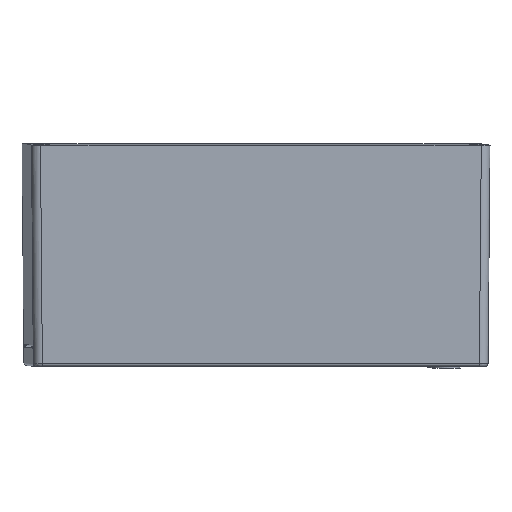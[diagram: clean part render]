
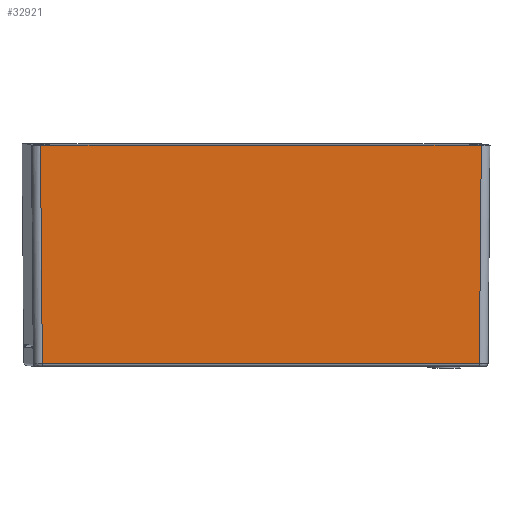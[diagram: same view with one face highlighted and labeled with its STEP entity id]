
A CAD part, front view. The second image highlights one B-rep face of the part: STEP entity #32921.
In plain terms, the highlighted face is planar.
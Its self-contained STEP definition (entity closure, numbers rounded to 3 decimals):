
#8733=DIRECTION('',(1.,0.,0.));
#8734=VECTOR('',#8733,493.689);
#8735=CARTESIAN_POINT('',(-246.845,-324.344,
2.974));
#8736=LINE('',#8735,#8734);
#8741=DIRECTION('',(-1.,0.,0.));
#8742=VECTOR('',#8741,5.417);
#8743=CARTESIAN_POINT('',(196.709,-326.5,250.));
#8744=LINE('',#8743,#8742);
#8745=DIRECTION('',(1.,0.,0.));
#8746=VECTOR('',#8745,52.117);
#8747=CARTESIAN_POINT('',(196.884,-326.5,249.995));
#8748=LINE('',#8747,#8746);
#8749=DIRECTION('',(-0.009,0.009,-1.));
#8750=VECTOR('',#8749,247.04);
#8751=CARTESIAN_POINT('',(249.,-326.5,249.995));
#8752=LINE('',#8751,#8750);
#8753=DIRECTION('',(0.009,0.009,-1.));
#8754=VECTOR('',#8753,247.04);
#8755=CARTESIAN_POINT('',(-249.,-326.5,
249.995));
#8756=LINE('',#8755,#8754);
#8757=DIRECTION('',(-1.,0.,0.));
#8758=VECTOR('',#8757,52.117);
#8759=CARTESIAN_POINT('',(-196.884,-326.5,
249.995));
#8760=LINE('',#8759,#8758);
#8761=DIRECTION('',(1.,0.,0.));
#8762=VECTOR('',#8761,5.417);
#8763=CARTESIAN_POINT('',(-196.709,-326.5,250.));
#8764=LINE('',#8763,#8762);
#8769=DIRECTION('',(-1.,0.,0.));
#8770=VECTOR('',#8769,382.233);
#8771=CARTESIAN_POINT('',(191.116,-326.5,249.995));
#8772=LINE('',#8771,#8770);
#10070=CARTESIAN_POINT('',(246.845,-324.344,
2.974));
#10108=CARTESIAN_POINT('',(196.884,-326.5,
249.995));
#10109=CARTESIAN_POINT('',(196.871,-326.5,
249.995));
#10110=CARTESIAN_POINT('',(196.844,-326.5,
249.996));
#10111=CARTESIAN_POINT('',(196.805,-326.5,
249.997));
#10112=CARTESIAN_POINT('',(196.76,-326.5,
249.999));
#10113=CARTESIAN_POINT('',(196.726,-326.5,
250.));
#10114=CARTESIAN_POINT('',(196.709,-326.5,250.));
#10885=CARTESIAN_POINT('',(-246.845,-324.344,
2.974));
#11312=CARTESIAN_POINT('',(-196.884,-326.5,
249.995));
#11313=CARTESIAN_POINT('',(-196.871,-326.5,
249.995));
#11314=CARTESIAN_POINT('',(-196.844,-326.5,
249.996));
#11315=CARTESIAN_POINT('',(-196.805,-326.5,
249.997));
#11316=CARTESIAN_POINT('',(-196.76,-326.5,
249.999));
#11317=CARTESIAN_POINT('',(-196.726,-326.5,
250.));
#11318=CARTESIAN_POINT('',(-196.709,-326.5,250.));
#11378=CARTESIAN_POINT('',(191.291,-326.5,250.));
#11379=CARTESIAN_POINT('',(191.274,-326.5,
250.));
#11380=CARTESIAN_POINT('',(191.24,-326.5,
249.999));
#11381=CARTESIAN_POINT('',(191.195,-326.5,
249.997));
#11382=CARTESIAN_POINT('',(191.155,-326.5,
249.996));
#11383=CARTESIAN_POINT('',(191.129,-326.5,
249.995));
#11384=CARTESIAN_POINT('',(191.116,-326.5,
249.995));
#11405=CARTESIAN_POINT('',(-191.291,-326.5,250.));
#11406=CARTESIAN_POINT('',(-191.274,-326.5,
250.));
#11407=CARTESIAN_POINT('',(-191.24,-326.5,
249.999));
#11408=CARTESIAN_POINT('',(-191.195,-326.5,
249.997));
#11409=CARTESIAN_POINT('',(-191.155,-326.5,
249.996));
#11410=CARTESIAN_POINT('',(-191.129,-326.5,
249.995));
#11411=CARTESIAN_POINT('',(-191.116,-326.5,
249.995));
#28412=VERTEX_POINT('',#10885);
#28413=CARTESIAN_POINT('',(-249.,-326.5,
249.995));
#28414=VERTEX_POINT('',#28413);
#28457=CARTESIAN_POINT('',(-196.884,-326.5,
249.995));
#28458=VERTEX_POINT('',#28457);
#28663=CARTESIAN_POINT('',(-196.709,-326.5,250.));
#28664=CARTESIAN_POINT('',(-191.291,-326.5,250.));
#28665=VERTEX_POINT('',#28663);
#28666=VERTEX_POINT('',#28664);
#28669=VERTEX_POINT('',#11411);
#30104=VERTEX_POINT('',#10070);
#30105=CARTESIAN_POINT('',(249.,-326.5,
249.995));
#30106=VERTEX_POINT('',#30105);
#30149=CARTESIAN_POINT('',(196.884,-326.5,
249.995));
#30150=VERTEX_POINT('',#30149);
#30355=CARTESIAN_POINT('',(196.709,-326.5,250.));
#30356=CARTESIAN_POINT('',(191.291,-326.5,250.));
#30357=VERTEX_POINT('',#30355);
#30358=VERTEX_POINT('',#30356);
#30361=VERTEX_POINT('',#11384);
#32891=CARTESIAN_POINT('',(129.5,-326.5,250.));
#32892=DIRECTION('',(0.,1.,0.009));
#32893=DIRECTION('',(-1.,0.,0.));
#32894=AXIS2_PLACEMENT_3D('',#32891,#32892,#32893);
#32895=PLANE('',#32894);
#32897=ORIENTED_EDGE('',*,*,#32896,.F.);
#32899=ORIENTED_EDGE('',*,*,#32898,.F.);
#32901=ORIENTED_EDGE('',*,*,#32900,.F.);
#32903=ORIENTED_EDGE('',*,*,#32902,.F.);
#32905=ORIENTED_EDGE('',*,*,#32904,.T.);
#32907=ORIENTED_EDGE('',*,*,#32906,.T.);
#32908=ORIENTED_EDGE('',*,*,#32881,.F.);
#32910=ORIENTED_EDGE('',*,*,#32909,.F.);
#32912=ORIENTED_EDGE('',*,*,#32911,.F.);
#32914=ORIENTED_EDGE('',*,*,#32913,.T.);
#32916=ORIENTED_EDGE('',*,*,#32915,.T.);
#32918=ORIENTED_EDGE('',*,*,#32917,.T.);
#32919=EDGE_LOOP('',(#32897,#32899,#32901,#32903,#32905,#32907,#32908,#32910,
#32912,#32914,#32916,#32918));
#32920=FACE_OUTER_BOUND('',#32919,.F.);
#32921=ADVANCED_FACE('',(#32920),#32895,.F.);
#10115=B_SPLINE_CURVE_WITH_KNOTS('',3,(#10108,#10109,#10110,#10111,#10112,
#10113,#10114),.UNSPECIFIED.,.F.,.F.,(4,1,1,1,4),(0.,0.25,0.5,0.75,
1.),.UNSPECIFIED.);
#11319=B_SPLINE_CURVE_WITH_KNOTS('',3,(#11312,#11313,#11314,#11315,#11316,
#11317,#11318),.UNSPECIFIED.,.F.,.F.,(4,1,1,1,4),(0.,0.25,0.5,0.75,
1.),.UNSPECIFIED.);
#11385=B_SPLINE_CURVE_WITH_KNOTS('',3,(#11378,#11379,#11380,#11381,#11382,
#11383,#11384),.UNSPECIFIED.,.F.,.F.,(4,1,1,1,4),(0.,0.25,0.5,0.75,
1.),.UNSPECIFIED.);
#11412=B_SPLINE_CURVE_WITH_KNOTS('',3,(#11405,#11406,#11407,#11408,#11409,
#11410,#11411),.UNSPECIFIED.,.F.,.F.,(4,1,1,1,4),(0.,0.25,0.5,0.75,
1.),.UNSPECIFIED.);
#32881=EDGE_CURVE('',#28412,#30104,#8736,.T.);
#32896=EDGE_CURVE('',#30361,#28669,#8772,.T.);
#32898=EDGE_CURVE('',#30358,#30361,#11385,.T.);
#32900=EDGE_CURVE('',#30357,#30358,#8744,.T.);
#32902=EDGE_CURVE('',#30150,#30357,#10115,.T.);
#32904=EDGE_CURVE('',#30150,#30106,#8748,.T.);
#32906=EDGE_CURVE('',#30106,#30104,#8752,.T.);
#32909=EDGE_CURVE('',#28414,#28412,#8756,.T.);
#32911=EDGE_CURVE('',#28458,#28414,#8760,.T.);
#32913=EDGE_CURVE('',#28458,#28665,#11319,.T.);
#32915=EDGE_CURVE('',#28665,#28666,#8764,.T.);
#32917=EDGE_CURVE('',#28666,#28669,#11412,.T.);
